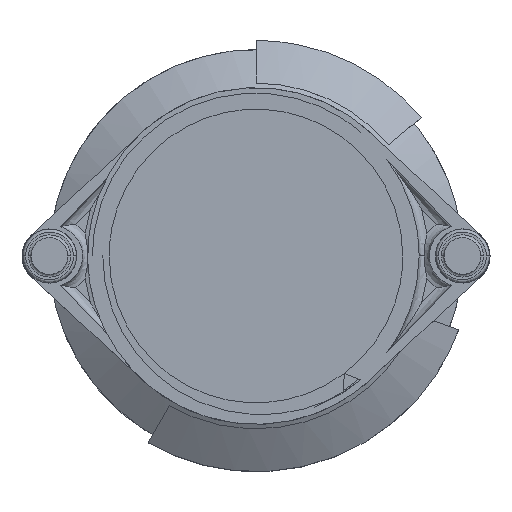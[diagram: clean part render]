
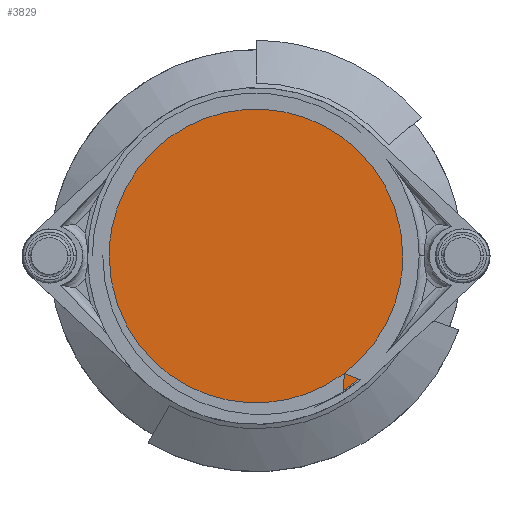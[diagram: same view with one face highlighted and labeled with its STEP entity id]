
A CAD part, top view. The second image highlights one B-rep face of the part: STEP entity #3829.
In plain terms, the highlighted free-form (B-spline) face has degree [1, 1] with [2, 2] control points.
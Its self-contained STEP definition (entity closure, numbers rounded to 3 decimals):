
#3756 = VERTEX_POINT('',#3757);
#3757 = CARTESIAN_POINT('',(-130.009,0.,
    73.548));
#3762 = EDGE_CURVE('',#3763,#3756,#3765,.T.);
#3763 = VERTEX_POINT('',#3764);
#3764 = CARTESIAN_POINT('',(130.009,0.,73.548));
#3765 = ( BOUNDED_CURVE() B_SPLINE_CURVE(2,(#3766,#3767,#3768,#3769,
#3770),.UNSPECIFIED.,.F.,.F.) B_SPLINE_CURVE_WITH_KNOTS((3,2,3),(0.,
1.571,3.142),.PIECEWISE_BEZIER_KNOTS.) CURVE() 
GEOMETRIC_REPRESENTATION_ITEM() RATIONAL_B_SPLINE_CURVE((1.,
0.707,1.,0.707,1.)) REPRESENTATION_ITEM('') );
#3766 = CARTESIAN_POINT('',(130.009,0.,73.548));
#3767 = CARTESIAN_POINT('',(130.009,130.009,
    73.548));
#3768 = CARTESIAN_POINT('',(0.,130.009,
    73.548));
#3769 = CARTESIAN_POINT('',(-130.009,130.009,
    73.548));
#3770 = CARTESIAN_POINT('',(-130.009,0.,
    73.548));
#3801 = EDGE_CURVE('',#3756,#3763,#3802,.T.);
#3802 = ( BOUNDED_CURVE() B_SPLINE_CURVE(2,(#3803,#3804,#3805,#3806,
#3807),.UNSPECIFIED.,.F.,.F.) B_SPLINE_CURVE_WITH_KNOTS((3,2,3),(
    3.142,4.712,6.283),
.PIECEWISE_BEZIER_KNOTS.) CURVE() GEOMETRIC_REPRESENTATION_ITEM() 
RATIONAL_B_SPLINE_CURVE((1.,0.707,1.,0.707,1.)) 
REPRESENTATION_ITEM('') );
#3803 = CARTESIAN_POINT('',(-130.009,0.,
    73.548));
#3804 = CARTESIAN_POINT('',(-130.009,-130.009,
    73.548));
#3805 = CARTESIAN_POINT('',(0.,-130.009,
    73.548));
#3806 = CARTESIAN_POINT('',(130.009,-130.009,
    73.548));
#3807 = CARTESIAN_POINT('',(130.009,0.,
    73.548));
#3829 = ADVANCED_FACE('',(#3830),#3834,.T.);
#3830 = FACE_BOUND('',#3831,.T.);
#3831 = EDGE_LOOP('',(#3832,#3833));
#3832 = ORIENTED_EDGE('',*,*,#3762,.T.);
#3833 = ORIENTED_EDGE('',*,*,#3801,.T.);
#3834 = B_SPLINE_SURFACE_WITH_KNOTS('',1,1,(
    (#3835,#3836)
    ,(#3837,#3838
    )),.UNSPECIFIED.,.F.,.F.,.F.,(2,2),(2,2),(-87.5,87.5),(-87.5,87.5),
  .PIECEWISE_BEZIER_KNOTS.);
#3835 = CARTESIAN_POINT('',(-130.009,-130.009,
    73.548));
#3836 = CARTESIAN_POINT('',(-130.009,130.009,
    73.548));
#3837 = CARTESIAN_POINT('',(130.009,-130.009,
    73.548));
#3838 = CARTESIAN_POINT('',(130.009,130.009,
    73.548));
